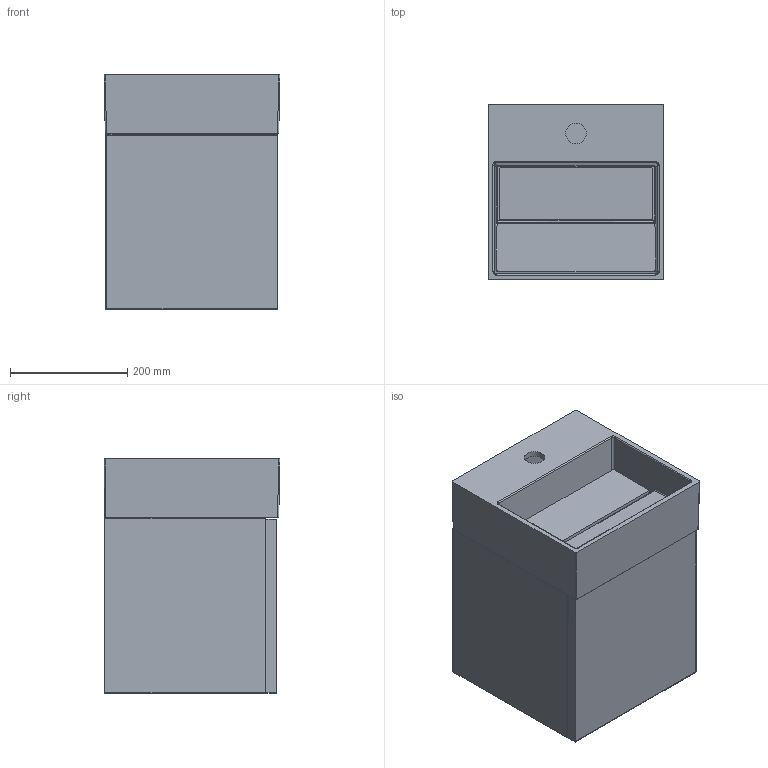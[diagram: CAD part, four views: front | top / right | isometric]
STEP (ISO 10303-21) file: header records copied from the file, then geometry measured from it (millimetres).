
FILE_DESCRIPTION(/* description */ (''),/* implementation_level */ '2;1');
FILE_NAME(/* name */ '300+ nev,f.stp',/* time_stamp */ '2025-07-31T12:48:39+03:00',/* author */ ('ya'),/* organization */ (''),/* preprocessor_version */ 'ST-DEVELOPER v18.1',/* originating_system */ 'Autodesk Inventor 2022',/* authorisation */ '');
FILE_SCHEMA (('AUTOMOTIVE_DESIGN { 1 0 10303 214 3 1 1 }'));
Length unit declared in the file: millimetre
Products named in the file (3): Сборка7; Toni 300; toni 300т
Assembly tree (2 placements, depth 2):
  Сборка7
    Toni 300
    toni 300т
Bounding box: 300 x 300 x 400 mm (x, y, z)
Volume: 8649087.4 mm3; surface area: 1450156.1 mm2
Topology: 15 solids, 15 shells, 229 faces, 528 edges, 325 vertices
Faces by surface type: plane 132, cylinder 43, bspline 41, cone 6, sphere 4, torus 3
Full cylindrical faces by diameter (mm): 10 x2, 35 x1, 45 x1
Entity records: 23210 total; most frequent: CARTESIAN_POINT 18215, ORIENTED_EDGE 1052, DIRECTION 912, EDGE_CURVE 526, LINE 342, VECTOR 342, VERTEX_POINT 325, AXIS2_PLACEMENT_3D 285
